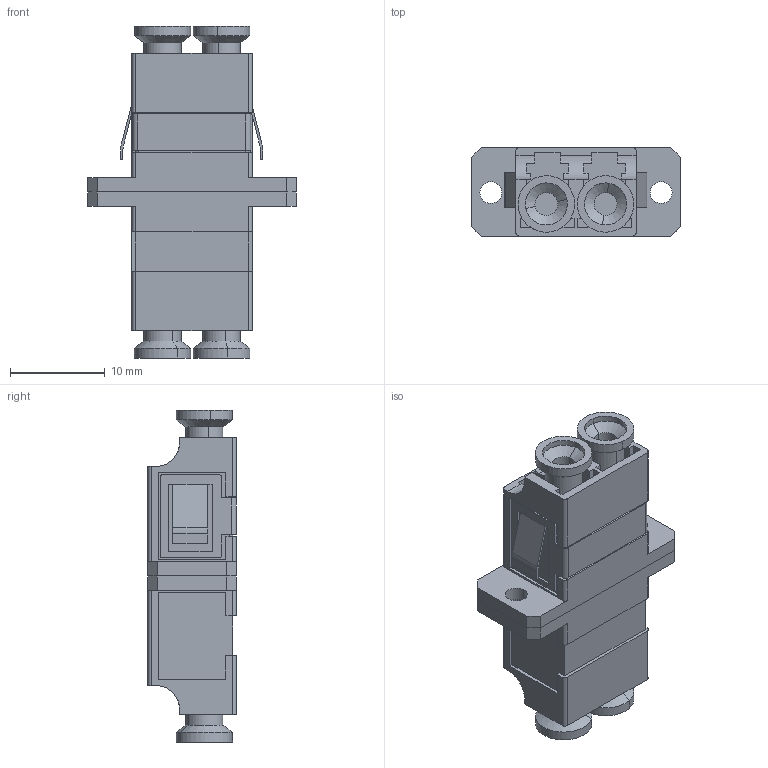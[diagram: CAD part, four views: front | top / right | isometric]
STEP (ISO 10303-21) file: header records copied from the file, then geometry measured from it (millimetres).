
FILE_DESCRIPTION (( 'STEP AP214' ), '1' );
FILE_NAME ('FOA-LCSM2-PC0F-SCF_3D.STEP', '2021-08-11T23:05:50', ( '' ), ( '' ), 'SwSTEP 2.0', 'SolidWorks 2021', '' );
FILE_SCHEMA (( 'AUTOMOTIVE_DESIGN' ));
Length unit declared in the file: inch
Products named in the file (4): FOA-LCSM2-PC0F-SCF_3D; 3AB09-005; FOA-985_MOUNTING CLIP; FOA-LCSM2-PC0F-SCF
Assembly tree (6 placements, depth 2):
  FOA-LCSM2-PC0F-SCF_3D
    FOA-LCSM2-PC0F-SCF
    3AB09-005  x4
    FOA-985_MOUNTING CLIP
Bounding box: 22.01 x 9.35 x 35.05 mm (x, y, z)
Volume: 2377.8 mm3; surface area: 5021.9 mm2
Topology: 6 solids, 6 shells, 395 faces, 1073 edges, 694 vertices
Faces by surface type: plane 274, cylinder 105, cone 16
Entity records: 11741 total; most frequent: CARTESIAN_POINT 1955, ORIENTED_EDGE 1942, DIRECTION 1833, EDGE_CURVE 971, LINE 809, VECTOR 809, VERTEX_POINT 634, AXIS2_PLACEMENT_3D 512
